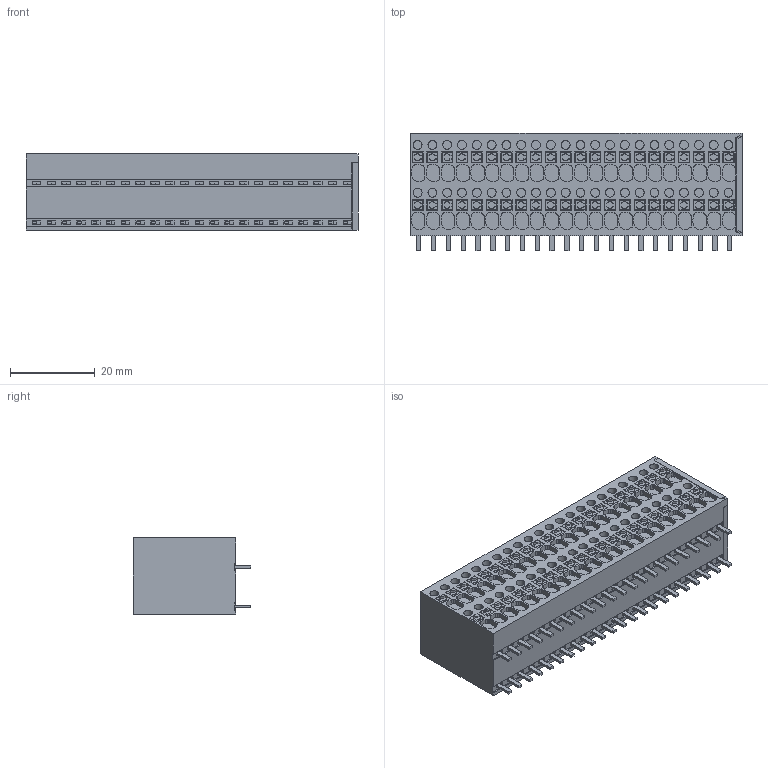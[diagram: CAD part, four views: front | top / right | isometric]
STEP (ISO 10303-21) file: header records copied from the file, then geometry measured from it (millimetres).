
FILE_DESCRIPTION(('CATIA V5R24 STEP','CAx-IF Rec.Pracs.--- Model Styling and Organization---1.2---2011-12-15'),'2;1');
FILE_NAME ('D1461302_0_2001140000_2001140000.stp','2017-04-11T08:54:05+00:00',('none'),('Weidmueller'),'CATIA Version 5-6 Release 2014 SP4 HF52','CATIA V5 STEP AP214','none');
FILE_SCHEMA(('AUTOMOTIVE_DESIGN { 1 0 10303 214 1 1 1 1 }'));
Products named in the file (1): 2001140000_S
Bounding box: 78.5 x 27.7 x 18 mm (x, y, z)
Volume: 33079.8 mm3; surface area: 12331.3 mm2
Topology: 89 solids, 89 shells, 2080 faces, 5232 edges, 3498 vertices
Faces by surface type: plane 1552, cylinder 352, cone 176
Entity records: 62473 total; most frequent: CARTESIAN_POINT 14690, ORIENTED_EDGE 10464, DIRECTION 7677, EDGE_CURVE 5232, VECTOR 4000, LINE 4000, VERTEX_POINT 3498, EDGE_LOOP 2252
